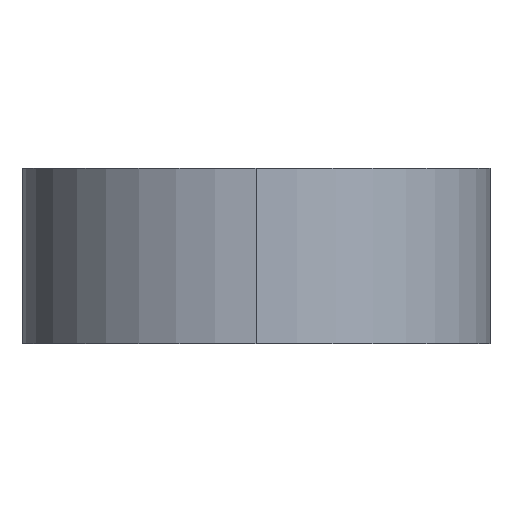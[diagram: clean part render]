
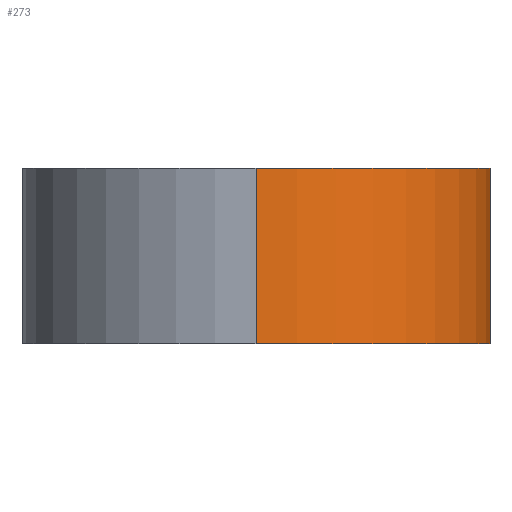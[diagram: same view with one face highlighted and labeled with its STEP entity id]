
A CAD part, left-side view. The second image highlights one B-rep face of the part: STEP entity #273.
In plain terms, the highlighted cylindrical face has radius 4 mm (diameter 8 mm), a partial arc.
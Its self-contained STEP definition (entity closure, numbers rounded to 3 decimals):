
#6 = VECTOR ( 'NONE', #108, 1000. ) ;
#15 = DIRECTION ( 'NONE',  ( 1., 0., 0. ) ) ;
#50 = FACE_OUTER_BOUND ( 'NONE', #83, .T. ) ;
#59 = LINE ( 'NONE', #437, #70 ) ;
#70 = VECTOR ( 'NONE', #332, 1000. ) ;
#74 = EDGE_CURVE ( 'NONE', #436, #112, #423, .T. ) ;
#83 = EDGE_LOOP ( 'NONE', ( #420, #366, #394, #372 ) ) ;
#104 = CARTESIAN_POINT ( 'NONE',  ( -51.652, -5.758, 3. ) ) ;
#108 = DIRECTION ( 'NONE',  ( 0., 0., -1. ) ) ;
#112 = VERTEX_POINT ( 'NONE', #145 ) ;
#122 = CARTESIAN_POINT ( 'NONE',  ( -51.652, -1.758, 3. ) ) ;
#128 = AXIS2_PLACEMENT_3D ( 'NONE', #218, #356, #15 ) ;
#139 = DIRECTION ( 'NONE',  ( 0., 0., 1. ) ) ;
#144 = LINE ( 'NONE', #429, #6 ) ;
#145 = CARTESIAN_POINT ( 'NONE',  ( -51.652, -5.758, 0. ) ) ;
#157 = VERTEX_POINT ( 'NONE', #104 ) ;
#180 = EDGE_CURVE ( 'NONE', #225, #157, #313, .T. ) ;
#204 = EDGE_CURVE ( 'NONE', #157, #112, #144, .T. ) ;
#206 = DIRECTION ( 'NONE',  ( 1., 0., 0. ) ) ;
#218 = CARTESIAN_POINT ( 'NONE',  ( -51.652, -1.758, 3. ) ) ;
#225 = VERTEX_POINT ( 'NONE', #407 ) ;
#273 = ADVANCED_FACE ( 'NONE', ( #50 ), #362, .T. ) ;
#278 = CARTESIAN_POINT ( 'NONE',  ( -51.652, -1.758, 0. ) ) ;
#297 = DIRECTION ( 'NONE',  ( 0., 0., -1. ) ) ;
#309 = EDGE_CURVE ( 'NONE', #225, #436, #59, .T. ) ;
#313 = CIRCLE ( 'NONE', #128, 4. ) ;
#332 = DIRECTION ( 'NONE',  ( 0., 0., -1. ) ) ;
#337 = DIRECTION ( 'NONE',  ( -1., 0., 0. ) ) ;
#356 = DIRECTION ( 'NONE',  ( 0., 0., 1. ) ) ;
#362 = CYLINDRICAL_SURFACE ( 'NONE', #399, 4. ) ;
#366 = ORIENTED_EDGE ( 'NONE', *, *, #309, .T. ) ;
#372 = ORIENTED_EDGE ( 'NONE', *, *, #204, .F. ) ;
#374 = AXIS2_PLACEMENT_3D ( 'NONE', #278, #139, #206 ) ;
#381 = CARTESIAN_POINT ( 'NONE',  ( -55.652, -1.758, 0. ) ) ;
#394 = ORIENTED_EDGE ( 'NONE', *, *, #74, .T. ) ;
#399 = AXIS2_PLACEMENT_3D ( 'NONE', #122, #297, #337 ) ;
#407 = CARTESIAN_POINT ( 'NONE',  ( -55.652, -1.758, 3. ) ) ;
#420 = ORIENTED_EDGE ( 'NONE', *, *, #180, .F. ) ;
#423 = CIRCLE ( 'NONE', #374, 4. ) ;
#429 = CARTESIAN_POINT ( 'NONE',  ( -51.652, -5.758, 3. ) ) ;
#436 = VERTEX_POINT ( 'NONE', #381 ) ;
#437 = CARTESIAN_POINT ( 'NONE',  ( -55.652, -1.758, 3. ) ) ;
